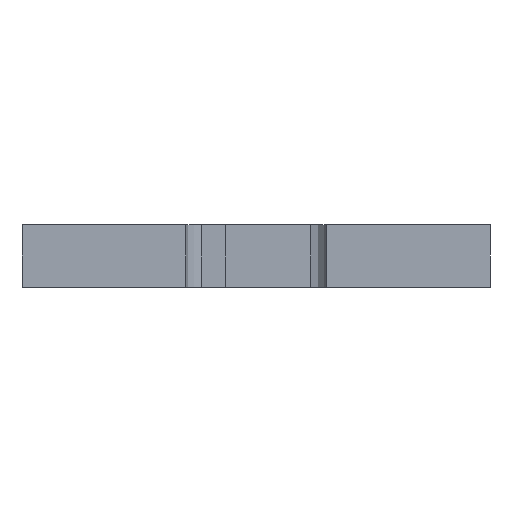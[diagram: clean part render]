
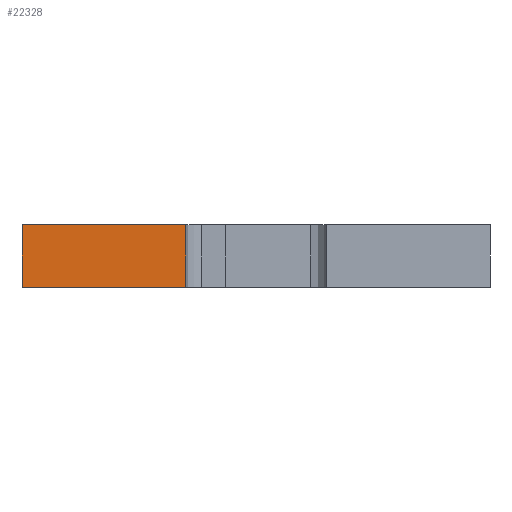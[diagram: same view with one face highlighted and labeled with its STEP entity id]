
A CAD part, left-side view. The second image highlights one B-rep face of the part: STEP entity #22328.
In plain terms, the highlighted planar face has unit normal (-1, 0, 0).
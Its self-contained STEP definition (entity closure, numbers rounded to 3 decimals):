
#22315=AXIS2_PLACEMENT_3D('Plane Axis2P3D',#22312,#22313,#22314) ;
#145=CARTESIAN_POINT('Vertex',(0.,9.75,0.)) ;
#148=CARTESIAN_POINT('Line Origine',(0.,12.375,0.)) ;
#152=CARTESIAN_POINT('Vertex',(0.,15.,0.)) ;
#6536=CARTESIAN_POINT('Vertex',(0.,15.,2.)) ;
#6539=CARTESIAN_POINT('Line Origine',(0.,12.375,2.)) ;
#6543=CARTESIAN_POINT('Vertex',(0.,9.75,2.)) ;
#12908=CARTESIAN_POINT('Line Origine',(0.,9.75,1.)) ;
#22312=CARTESIAN_POINT('Axis2P3D Location',(0.,15.,0.)) ;
#22317=CARTESIAN_POINT('Line Origine',(0.,15.,1.)) ;
#149=DIRECTION('Vector Direction',(0.,-1.,0.)) ;
#6540=DIRECTION('Vector Direction',(0.,-1.,0.)) ;
#12909=DIRECTION('Vector Direction',(0.,0.,1.)) ;
#22313=DIRECTION('Axis2P3D Direction',(-1.,0.,0.)) ;
#22314=DIRECTION('Axis2P3D XDirection',(0.,-1.,0.)) ;
#22318=DIRECTION('Vector Direction',(0.,0.,1.)) ;
#150=VECTOR('Line Direction',#149,1.) ;
#6541=VECTOR('Line Direction',#6540,1.) ;
#12910=VECTOR('Line Direction',#12909,1.) ;
#22319=VECTOR('Line Direction',#22318,1.) ;
#22323=ORIENTED_EDGE('',*,*,#6545,.F.) ;
#22324=ORIENTED_EDGE('',*,*,#22321,.F.) ;
#22325=ORIENTED_EDGE('',*,*,#154,.T.) ;
#22326=ORIENTED_EDGE('',*,*,#12912,.T.) ;
#22328=ADVANCED_FACE('V1',(#22327),#22316,.T.) ;
#154=EDGE_CURVE('',#153,#146,#151,.T.) ;
#6545=EDGE_CURVE('',#6537,#6544,#6542,.T.) ;
#12912=EDGE_CURVE('',#146,#6544,#12911,.T.) ;
#22321=EDGE_CURVE('',#153,#6537,#22320,.T.) ;
#22322=EDGE_LOOP('',(#22323,#22324,#22325,#22326)) ;
#22327=FACE_OUTER_BOUND('',#22322,.T.) ;
#151=LINE('Line',#148,#150) ;
#6542=LINE('Line',#6539,#6541) ;
#12911=LINE('Line',#12908,#12910) ;
#22320=LINE('Line',#22317,#22319) ;
#22316=PLANE('',#22315) ;
#146=VERTEX_POINT('',#145) ;
#153=VERTEX_POINT('',#152) ;
#6537=VERTEX_POINT('',#6536) ;
#6544=VERTEX_POINT('',#6543) ;
